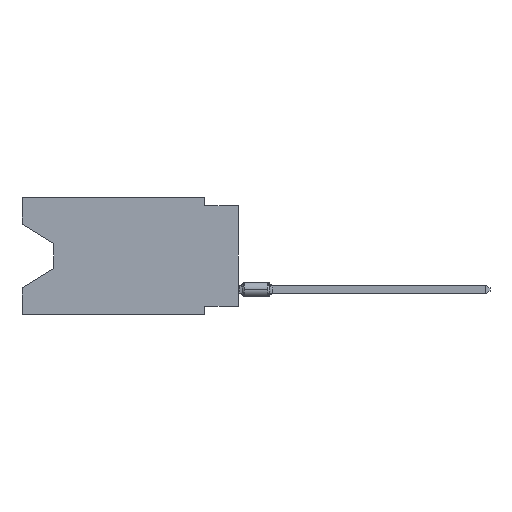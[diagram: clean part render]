
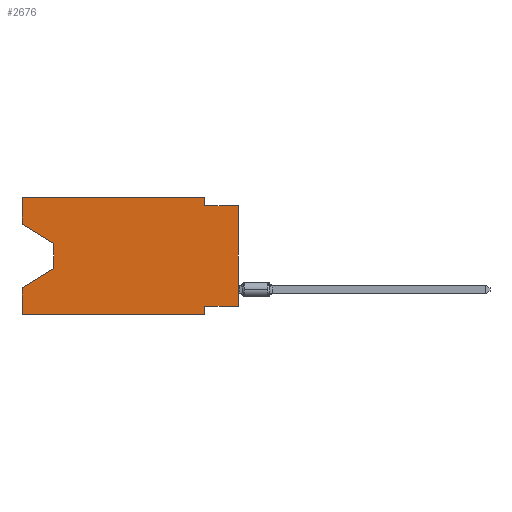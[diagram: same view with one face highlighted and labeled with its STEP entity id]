
A CAD part, left-side view. The second image highlights one B-rep face of the part: STEP entity #2676.
In plain terms, the highlighted planar face has unit normal (-1, 0, 0).
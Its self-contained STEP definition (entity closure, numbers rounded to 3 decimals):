
#91 = DIRECTION ( 'NONE',  ( 0., -0.855, -0.519 ) ) ;
#196 = CARTESIAN_POINT ( 'NONE',  ( 0., 16.383, -6.852 ) ) ;
#231 = EDGE_CURVE ( 'NONE', #6910, #9839, #8128, .T. ) ;
#609 = CARTESIAN_POINT ( 'NONE',  ( 0., 2.54, 0. ) ) ;
#641 = VECTOR ( 'NONE', #5284, 1000. ) ;
#924 = VECTOR ( 'NONE', #10200, 1000. ) ;
#1064 = EDGE_CURVE ( 'NONE', #8646, #8981, #7555, .T. ) ;
#1091 = DIRECTION ( 'NONE',  ( 0., 0.855, -0.519 ) ) ;
#1176 = EDGE_CURVE ( 'NONE', #5570, #14729, #2522, .T. ) ;
#1301 = CARTESIAN_POINT ( 'NONE',  ( 0., 13.97, -5.385 ) ) ;
#1445 = EDGE_CURVE ( 'NONE', #6910, #8931, #16336, .T. ) ;
#1841 = CARTESIAN_POINT ( 'NONE',  ( 0., 0., -0.635 ) ) ;
#1913 = DIRECTION ( 'NONE',  ( 0., 0., 1. ) ) ;
#1967 = ORIENTED_EDGE ( 'NONE', *, *, #231, .T. ) ;
#1988 = CARTESIAN_POINT ( 'NONE',  ( 0., 16.383, -8.89 ) ) ;
#2410 = CARTESIAN_POINT ( 'NONE',  ( 0., 13.97, -3.505 ) ) ;
#2445 = VERTEX_POINT ( 'NONE', #6150 ) ;
#2522 = LINE ( 'NONE', #14087, #3477 ) ;
#2549 = VERTEX_POINT ( 'NONE', #8137 ) ;
#2676 = ADVANCED_FACE ( 'NONE', ( #4534 ), #4942, .F. ) ;
#2726 = VECTOR ( 'NONE', #1913, 1000. ) ;
#2892 = ORIENTED_EDGE ( 'NONE', *, *, #13468, .F. ) ;
#3309 = VECTOR ( 'NONE', #9398, 1000. ) ;
#3477 = VECTOR ( 'NONE', #91, 1000. ) ;
#3694 = DIRECTION ( 'NONE',  ( 0., 0., -1. ) ) ;
#3974 = ORIENTED_EDGE ( 'NONE', *, *, #15310, .F. ) ;
#4011 = VECTOR ( 'NONE', #4854, 1000. ) ;
#4470 = VECTOR ( 'NONE', #1091, 1000. ) ;
#4498 = LINE ( 'NONE', #12051, #2726 ) ;
#4534 = FACE_OUTER_BOUND ( 'NONE', #13162, .T. ) ;
#4631 = CARTESIAN_POINT ( 'NONE',  ( 0., 16.383, 0. ) ) ;
#4784 = DIRECTION ( 'NONE',  ( 0., -1., 0. ) ) ;
#4854 = DIRECTION ( 'NONE',  ( 0., 0., 1. ) ) ;
#4942 = PLANE ( 'NONE',  #10205 ) ;
#5061 = EDGE_CURVE ( 'NONE', #5838, #8931, #11398, .T. ) ;
#5123 = CARTESIAN_POINT ( 'NONE',  ( 0., 2.54, -8.89 ) ) ;
#5284 = DIRECTION ( 'NONE',  ( 0., 0., -1. ) ) ;
#5340 = CARTESIAN_POINT ( 'NONE',  ( 0., 16.383, -2.038 ) ) ;
#5570 = VERTEX_POINT ( 'NONE', #5340 ) ;
#5743 = ORIENTED_EDGE ( 'NONE', *, *, #9121, .F. ) ;
#5838 = VERTEX_POINT ( 'NONE', #1301 ) ;
#6150 = CARTESIAN_POINT ( 'NONE',  ( 0., 0., -8.255 ) ) ;
#6560 = CARTESIAN_POINT ( 'NONE',  ( 0., 16.383, -8.89 ) ) ;
#6629 = ORIENTED_EDGE ( 'NONE', *, *, #8305, .T. ) ;
#6910 = VERTEX_POINT ( 'NONE', #1988 ) ;
#7273 = VECTOR ( 'NONE', #10397, 1000. ) ;
#7555 = LINE ( 'NONE', #12673, #9355 ) ;
#7725 = ORIENTED_EDGE ( 'NONE', *, *, #15904, .F. ) ;
#7869 = VECTOR ( 'NONE', #3694, 1000. ) ;
#7872 = ORIENTED_EDGE ( 'NONE', *, *, #1445, .F. ) ;
#8128 = LINE ( 'NONE', #6560, #7273 ) ;
#8137 = CARTESIAN_POINT ( 'NONE',  ( 0., 2.54, -8.255 ) ) ;
#8305 = EDGE_CURVE ( 'NONE', #2445, #14085, #4498, .T. ) ;
#8646 = VERTEX_POINT ( 'NONE', #11784 ) ;
#8855 = VECTOR ( 'NONE', #16285, 1000. ) ;
#8931 = VERTEX_POINT ( 'NONE', #196 ) ;
#8981 = VERTEX_POINT ( 'NONE', #609 ) ;
#9121 = EDGE_CURVE ( 'NONE', #8981, #14584, #13523, .T. ) ;
#9355 = VECTOR ( 'NONE', #4784, 1000. ) ;
#9398 = DIRECTION ( 'NONE',  ( 0., 1., 0. ) ) ;
#9785 = ORIENTED_EDGE ( 'NONE', *, *, #15651, .T. ) ;
#9839 = VERTEX_POINT ( 'NONE', #15806 ) ;
#10179 = LINE ( 'NONE', #11687, #12656 ) ;
#10200 = DIRECTION ( 'NONE',  ( 0., -1., 0. ) ) ;
#10205 = AXIS2_PLACEMENT_3D ( 'NONE', #4631, #14776, #14861 ) ;
#10306 = LINE ( 'NONE', #15429, #641 ) ;
#10397 = DIRECTION ( 'NONE',  ( 0., -1., 0. ) ) ;
#10524 = LINE ( 'NONE', #12971, #924 ) ;
#10902 = ORIENTED_EDGE ( 'NONE', *, *, #1176, .T. ) ;
#11398 = LINE ( 'NONE', #14005, #4470 ) ;
#11615 = DIRECTION ( 'NONE',  ( 0., 0., 1. ) ) ;
#11687 = CARTESIAN_POINT ( 'NONE',  ( 0., 16.383, 0. ) ) ;
#11784 = CARTESIAN_POINT ( 'NONE',  ( 0., 16.383, 0. ) ) ;
#12051 = CARTESIAN_POINT ( 'NONE',  ( 0., 0., 0. ) ) ;
#12185 = CARTESIAN_POINT ( 'NONE',  ( 0., 2.54, 0. ) ) ;
#12225 = CARTESIAN_POINT ( 'NONE',  ( 0., 2.54, -0.635 ) ) ;
#12656 = VECTOR ( 'NONE', #11615, 1000. ) ;
#12673 = CARTESIAN_POINT ( 'NONE',  ( 0., 16.383, 0. ) ) ;
#12747 = LINE ( 'NONE', #5123, #7869 ) ;
#12971 = CARTESIAN_POINT ( 'NONE',  ( 0., 0., -0.635 ) ) ;
#13162 = EDGE_LOOP ( 'NONE', ( #10902, #9785, #13412, #7872, #1967, #15285, #3974, #6629, #7725, #5743, #14381, #2892 ) ) ;
#13253 = CARTESIAN_POINT ( 'NONE',  ( 0., 0., -8.255 ) ) ;
#13412 = ORIENTED_EDGE ( 'NONE', *, *, #5061, .T. ) ;
#13468 = EDGE_CURVE ( 'NONE', #5570, #8646, #10179, .T. ) ;
#13523 = LINE ( 'NONE', #12185, #8855 ) ;
#13642 = CARTESIAN_POINT ( 'NONE',  ( 0., 16.383, 0. ) ) ;
#14005 = CARTESIAN_POINT ( 'NONE',  ( 0., 13.97, -5.385 ) ) ;
#14085 = VERTEX_POINT ( 'NONE', #1841 ) ;
#14087 = CARTESIAN_POINT ( 'NONE',  ( 0., 16.383, -2.038 ) ) ;
#14381 = ORIENTED_EDGE ( 'NONE', *, *, #1064, .F. ) ;
#14584 = VERTEX_POINT ( 'NONE', #12225 ) ;
#14729 = VERTEX_POINT ( 'NONE', #2410 ) ;
#14776 = DIRECTION ( 'NONE',  ( 1., 0., 0. ) ) ;
#14861 = DIRECTION ( 'NONE',  ( 0., 0., -1. ) ) ;
#15285 = ORIENTED_EDGE ( 'NONE', *, *, #15583, .F. ) ;
#15310 = EDGE_CURVE ( 'NONE', #2445, #2549, #16016, .T. ) ;
#15429 = CARTESIAN_POINT ( 'NONE',  ( 0., 13.97, -3.505 ) ) ;
#15583 = EDGE_CURVE ( 'NONE', #2549, #9839, #12747, .T. ) ;
#15651 = EDGE_CURVE ( 'NONE', #14729, #5838, #10306, .T. ) ;
#15806 = CARTESIAN_POINT ( 'NONE',  ( 0., 2.54, -8.89 ) ) ;
#15904 = EDGE_CURVE ( 'NONE', #14584, #14085, #10524, .T. ) ;
#16016 = LINE ( 'NONE', #13253, #3309 ) ;
#16285 = DIRECTION ( 'NONE',  ( 0., 0., -1. ) ) ;
#16336 = LINE ( 'NONE', #13642, #4011 ) ;
